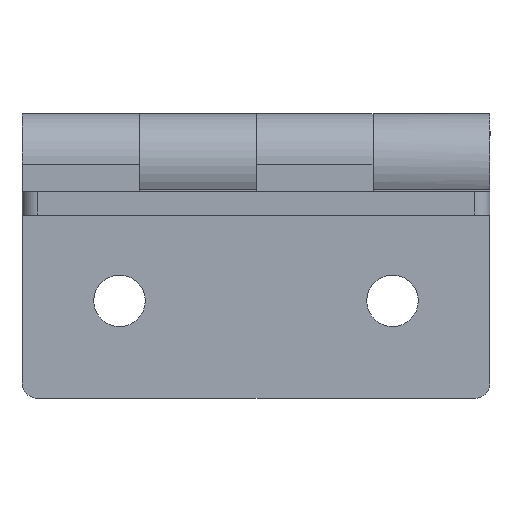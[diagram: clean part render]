
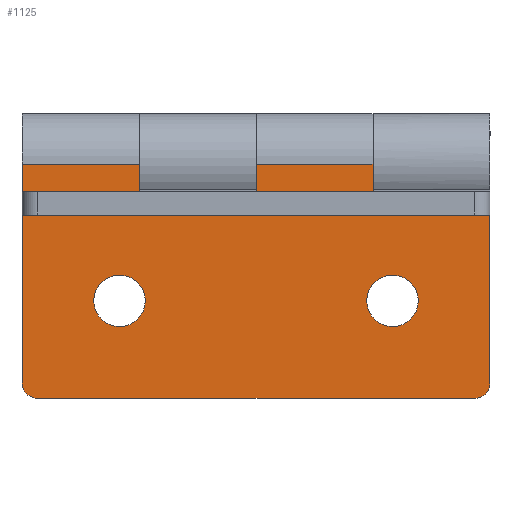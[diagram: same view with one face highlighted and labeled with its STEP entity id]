
A CAD part, left-side view. The second image highlights one B-rep face of the part: STEP entity #1125.
In plain terms, the highlighted free-form (B-spline) face has degree [1, 1] with [2, 2] control points.
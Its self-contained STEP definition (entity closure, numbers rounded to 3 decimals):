
#951 = VERTEX_POINT('',#952);
#952 = CARTESIAN_POINT('',(-8.332,-22.432,
    -9.87));
#957 = EDGE_CURVE('',#951,#951,#958,.T.);
#958 = ( BOUNDED_CURVE() B_SPLINE_CURVE(2,(#959,#960,#961,#962,#963,#964
,#965),.UNSPECIFIED.,.T.,.F.) B_SPLINE_CURVE_WITH_KNOTS((3,2,2,3),(
    3.142,5.236,7.33,9.425),
.PIECEWISE_BEZIER_KNOTS.) CURVE() GEOMETRIC_REPRESENTATION_ITEM() 
RATIONAL_B_SPLINE_CURVE((1.,0.5,1.,0.5,1.,0.5,1.)) REPRESENTATION_ITEM(
  '') );
#959 = CARTESIAN_POINT('',(-8.332,-22.432,
    -9.87));
#960 = CARTESIAN_POINT('',(-8.332,-15.105,
    -9.87));
#961 = CARTESIAN_POINT('',(-8.332,-18.768,
    -16.215));
#962 = CARTESIAN_POINT('',(-8.332,-22.432,
    -22.56));
#963 = CARTESIAN_POINT('',(-8.332,-26.095,
    -16.215));
#964 = CARTESIAN_POINT('',(-8.332,-29.758,
    -9.87));
#965 = CARTESIAN_POINT('',(-8.332,-22.432,
    -9.87));
#1033 = VERTEX_POINT('',#1034);
#1034 = CARTESIAN_POINT('',(-8.332,22.432,
    -9.87));
#1039 = EDGE_CURVE('',#1033,#1033,#1040,.T.);
#1040 = ( BOUNDED_CURVE() B_SPLINE_CURVE(2,(#1041,#1042,#1043,#1044,
#1045,#1046,#1047),.UNSPECIFIED.,.T.,.F.) B_SPLINE_CURVE_WITH_KNOTS((3,2
    ,2,3),(3.142,5.236,7.33,9.425),
.PIECEWISE_BEZIER_KNOTS.) CURVE() GEOMETRIC_REPRESENTATION_ITEM() 
RATIONAL_B_SPLINE_CURVE((1.,0.5,1.,0.5,1.,0.5,1.)) REPRESENTATION_ITEM(
  '') );
#1041 = CARTESIAN_POINT('',(-8.332,22.432,
    -9.87));
#1042 = CARTESIAN_POINT('',(-8.332,29.758,
    -9.87));
#1043 = CARTESIAN_POINT('',(-8.332,26.095,
    -16.215));
#1044 = CARTESIAN_POINT('',(-8.332,22.432,
    -22.56));
#1045 = CARTESIAN_POINT('',(-8.332,18.768,
    -16.215));
#1046 = CARTESIAN_POINT('',(-8.332,15.105,
    -9.87));
#1047 = CARTESIAN_POINT('',(-8.332,22.432,
    -9.87));
#1075 = VERTEX_POINT('',#1076);
#1076 = CARTESIAN_POINT('',(-8.332,19.227,
    0.));
#1081 = EDGE_CURVE('',#1082,#1075,#1084,.T.);
#1082 = VERTEX_POINT('',#1083);
#1083 = CARTESIAN_POINT('',(-8.332,0.,0.));
#1084 = B_SPLINE_CURVE_WITH_KNOTS('',1,(#1085,#1086),.UNSPECIFIED.,.F.,
  .F.,(2,2),(-7.5,7.5),.PIECEWISE_BEZIER_KNOTS.);
#1085 = CARTESIAN_POINT('',(-8.332,0.,0.));
#1086 = CARTESIAN_POINT('',(-8.332,19.227,
    0.));
#1103 = VERTEX_POINT('',#1104);
#1104 = CARTESIAN_POINT('',(-8.332,-19.227,
    0.));
#1109 = EDGE_CURVE('',#1110,#1103,#1112,.T.);
#1110 = VERTEX_POINT('',#1111);
#1111 = CARTESIAN_POINT('',(-8.332,-38.454,
    0.));
#1112 = B_SPLINE_CURVE_WITH_KNOTS('',1,(#1113,#1114),.UNSPECIFIED.,.F.,
  .F.,(2,2),(-22.5,-7.5),.PIECEWISE_BEZIER_KNOTS.);
#1113 = CARTESIAN_POINT('',(-8.332,-38.454,
    0.));
#1114 = CARTESIAN_POINT('',(-8.332,-19.227,
    0.));
#1125 = ADVANCED_FACE('',(#1126,#1198,#1201),#1204,.F.);
#1126 = FACE_BOUND('',#1127,.T.);
#1127 = EDGE_LOOP('',(#1128,#1135,#1136,#1143,#1150,#1157,#1165,#1172,
    #1180,#1185,#1186,#1193));
#1128 = ORIENTED_EDGE('',*,*,#1129,.T.);
#1129 = EDGE_CURVE('',#1130,#1082,#1132,.T.);
#1130 = VERTEX_POINT('',#1131);
#1131 = CARTESIAN_POINT('',(-8.332,0.,8.332));
#1132 = B_SPLINE_CURVE_WITH_KNOTS('',1,(#1133,#1134),.UNSPECIFIED.,.F.,
  .F.,(2,2),(-3.25,3.25),.PIECEWISE_BEZIER_KNOTS.);
#1133 = CARTESIAN_POINT('',(-8.332,0.,8.332));
#1134 = CARTESIAN_POINT('',(-8.332,0.,0.));
#1135 = ORIENTED_EDGE('',*,*,#1081,.T.);
#1136 = ORIENTED_EDGE('',*,*,#1137,.T.);
#1137 = EDGE_CURVE('',#1075,#1138,#1140,.T.);
#1138 = VERTEX_POINT('',#1139);
#1139 = CARTESIAN_POINT('',(-8.332,19.227,
    8.332));
#1140 = B_SPLINE_CURVE_WITH_KNOTS('',1,(#1141,#1142),.UNSPECIFIED.,.F.,
  .F.,(2,2),(-6.5,0.),.PIECEWISE_BEZIER_KNOTS.);
#1141 = CARTESIAN_POINT('',(-8.332,19.227,
    0.));
#1142 = CARTESIAN_POINT('',(-8.332,19.227,
    8.332));
#1143 = ORIENTED_EDGE('',*,*,#1144,.T.);
#1144 = EDGE_CURVE('',#1138,#1145,#1147,.T.);
#1145 = VERTEX_POINT('',#1146);
#1146 = CARTESIAN_POINT('',(-8.332,38.454,
    8.332));
#1147 = B_SPLINE_CURVE_WITH_KNOTS('',1,(#1148,#1149),.UNSPECIFIED.,.F.,
  .F.,(2,2),(15.,30.),.PIECEWISE_BEZIER_KNOTS.);
#1148 = CARTESIAN_POINT('',(-8.332,19.227,
    8.332));
#1149 = CARTESIAN_POINT('',(-8.332,38.454,
    8.332));
#1150 = ORIENTED_EDGE('',*,*,#1151,.F.);
#1151 = EDGE_CURVE('',#1152,#1145,#1154,.T.);
#1152 = VERTEX_POINT('',#1153);
#1153 = CARTESIAN_POINT('',(-8.332,38.454,
    -27.559));
#1154 = B_SPLINE_CURVE_WITH_KNOTS('',1,(#1155,#1156),.UNSPECIFIED.,.F.,
  .F.,(2,2),(0.,28.),.PIECEWISE_BEZIER_KNOTS.);
#1155 = CARTESIAN_POINT('',(-8.332,38.454,
    -27.559));
#1156 = CARTESIAN_POINT('',(-8.332,38.454,
    8.332));
#1157 = ORIENTED_EDGE('',*,*,#1158,.F.);
#1158 = EDGE_CURVE('',#1159,#1152,#1161,.T.);
#1159 = VERTEX_POINT('',#1160);
#1160 = CARTESIAN_POINT('',(-8.332,35.89,
    -30.122));
#1161 = ( BOUNDED_CURVE() B_SPLINE_CURVE(2,(#1162,#1163,#1164),
.UNSPECIFIED.,.F.,.F.) B_SPLINE_CURVE_WITH_KNOTS((3,3),(0.,
1.571),.PIECEWISE_BEZIER_KNOTS.) CURVE() 
GEOMETRIC_REPRESENTATION_ITEM() RATIONAL_B_SPLINE_CURVE((1.,
0.707,1.)) REPRESENTATION_ITEM('') );
#1162 = CARTESIAN_POINT('',(-8.332,35.89,
    -30.122));
#1163 = CARTESIAN_POINT('',(-8.332,38.454,
    -30.122));
#1164 = CARTESIAN_POINT('',(-8.332,38.454,
    -27.559));
#1165 = ORIENTED_EDGE('',*,*,#1166,.F.);
#1166 = EDGE_CURVE('',#1167,#1159,#1169,.T.);
#1167 = VERTEX_POINT('',#1168);
#1168 = CARTESIAN_POINT('',(-8.332,-35.89,
    -30.122));
#1169 = B_SPLINE_CURVE_WITH_KNOTS('',1,(#1170,#1171),.UNSPECIFIED.,.F.,
  .F.,(2,2),(0.,56.),.PIECEWISE_BEZIER_KNOTS.);
#1170 = CARTESIAN_POINT('',(-8.332,-35.89,
    -30.122));
#1171 = CARTESIAN_POINT('',(-8.332,35.89,
    -30.122));
#1172 = ORIENTED_EDGE('',*,*,#1173,.F.);
#1173 = EDGE_CURVE('',#1174,#1167,#1176,.T.);
#1174 = VERTEX_POINT('',#1175);
#1175 = CARTESIAN_POINT('',(-8.332,-38.454,
    -27.559));
#1176 = ( BOUNDED_CURVE() B_SPLINE_CURVE(2,(#1177,#1178,#1179),
.UNSPECIFIED.,.F.,.F.) B_SPLINE_CURVE_WITH_KNOTS((3,3),(0.,
1.571),.PIECEWISE_BEZIER_KNOTS.) CURVE() 
GEOMETRIC_REPRESENTATION_ITEM() RATIONAL_B_SPLINE_CURVE((1.,
0.707,1.)) REPRESENTATION_ITEM('') );
#1177 = CARTESIAN_POINT('',(-8.332,-38.454,
    -27.559));
#1178 = CARTESIAN_POINT('',(-8.332,-38.454,
    -30.122));
#1179 = CARTESIAN_POINT('',(-8.332,-35.89,
    -30.122));
#1180 = ORIENTED_EDGE('',*,*,#1181,.F.);
#1181 = EDGE_CURVE('',#1110,#1174,#1182,.T.);
#1182 = B_SPLINE_CURVE_WITH_KNOTS('',1,(#1183,#1184),.UNSPECIFIED.,.F.,
  .F.,(2,2),(34.5,56.),.PIECEWISE_BEZIER_KNOTS.);
#1183 = CARTESIAN_POINT('',(-8.332,-38.454,0.));
#1184 = CARTESIAN_POINT('',(-8.332,-38.454,
    -27.559));
#1185 = ORIENTED_EDGE('',*,*,#1109,.T.);
#1186 = ORIENTED_EDGE('',*,*,#1187,.T.);
#1187 = EDGE_CURVE('',#1103,#1188,#1190,.T.);
#1188 = VERTEX_POINT('',#1189);
#1189 = CARTESIAN_POINT('',(-8.332,-19.227,
    8.332));
#1190 = B_SPLINE_CURVE_WITH_KNOTS('',1,(#1191,#1192),.UNSPECIFIED.,.F.,
  .F.,(2,2),(-6.5,0.),.PIECEWISE_BEZIER_KNOTS.);
#1191 = CARTESIAN_POINT('',(-8.332,-19.227,
    0.));
#1192 = CARTESIAN_POINT('',(-8.332,-19.227,
    8.332));
#1193 = ORIENTED_EDGE('',*,*,#1194,.T.);
#1194 = EDGE_CURVE('',#1188,#1130,#1195,.T.);
#1195 = B_SPLINE_CURVE_WITH_KNOTS('',1,(#1196,#1197),.UNSPECIFIED.,.F.,
  .F.,(2,2),(-15.,0.),.PIECEWISE_BEZIER_KNOTS.);
#1196 = CARTESIAN_POINT('',(-8.332,-19.227,
    8.332));
#1197 = CARTESIAN_POINT('',(-8.332,0.,8.332));
#1198 = FACE_BOUND('',#1199,.T.);
#1199 = EDGE_LOOP('',(#1200));
#1200 = ORIENTED_EDGE('',*,*,#957,.F.);
#1201 = FACE_BOUND('',#1202,.T.);
#1202 = EDGE_LOOP('',(#1203));
#1203 = ORIENTED_EDGE('',*,*,#1039,.F.);
#1204 = B_SPLINE_SURFACE_WITH_KNOTS('',1,1,(
    (#1205,#1206)
    ,(#1207,#1208
    )),.UNSPECIFIED.,.F.,.F.,.F.,(2,2),(2,2),(0.,30.),(-30.,30.),
  .PIECEWISE_BEZIER_KNOTS.);
#1205 = CARTESIAN_POINT('',(-8.332,-38.454,
    8.332));
#1206 = CARTESIAN_POINT('',(-8.332,38.454,
    8.332));
#1207 = CARTESIAN_POINT('',(-8.332,-38.454,
    -30.122));
#1208 = CARTESIAN_POINT('',(-8.332,38.454,
    -30.122));
